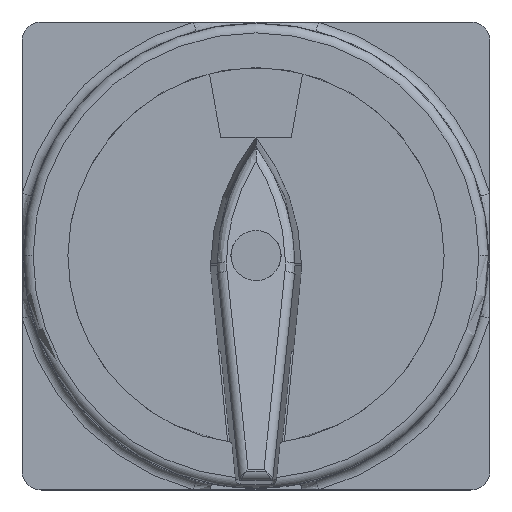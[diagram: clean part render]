
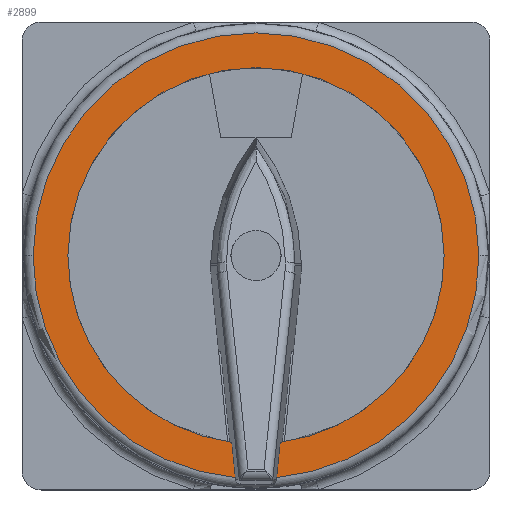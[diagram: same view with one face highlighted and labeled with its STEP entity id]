
A CAD part, top view. The second image highlights one B-rep face of the part: STEP entity #2899.
In plain terms, the highlighted planar face has unit normal (0, 0, 1).
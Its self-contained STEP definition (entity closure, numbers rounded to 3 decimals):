
#12 = DIRECTION ( 'NONE',  ( 0., 0., 1. ) ) ;
#371 = CARTESIAN_POINT ( 'NONE',  ( 4.75, 24.25, 21.1 ) ) ;
#495 = EDGE_CURVE ( 'NONE', #1236, #9846, #6500, .T. ) ;
#664 = CARTESIAN_POINT ( 'NONE',  ( 24.25, 24.25, 21.1 ) ) ;
#687 = CARTESIAN_POINT ( 'NONE',  ( 26.748, 4.911, 21.1 ) ) ;
#783 = CARTESIAN_POINT ( 'NONE',  ( 24.25, 24.25, 21.1 ) ) ;
#1236 = VERTEX_POINT ( 'NONE', #11098 ) ;
#1276 = EDGE_CURVE ( 'NONE', #9846, #2620, #12481, .T. ) ;
#1476 = VERTEX_POINT ( 'NONE', #14854 ) ;
#1544 = CARTESIAN_POINT ( 'NONE',  ( 47.35, 24.25, 21.1 ) ) ;
#1675 = CARTESIAN_POINT ( 'NONE',  ( 24.25, 24.25, 21.1 ) ) ;
#1727 = ORIENTED_EDGE ( 'NONE', *, *, #3503, .T. ) ;
#1729 = DIRECTION ( 'NONE',  ( 1., 0., 0. ) ) ;
#1806 = DIRECTION ( 'NONE',  ( 1., 0., 0. ) ) ;
#1914 = DIRECTION ( 'NONE',  ( 1., 0., 0. ) ) ;
#2122 = ORIENTED_EDGE ( 'NONE', *, *, #495, .T. ) ;
#2372 = EDGE_LOOP ( 'NONE', ( #8878, #2122, #3373, #1727, #6055, #10043, #5722, #10135 ) ) ;
#2620 = VERTEX_POINT ( 'NONE', #4703 ) ;
#2764 = CARTESIAN_POINT ( 'NONE',  ( 21.752, 4.911, 21.1 ) ) ;
#2899 = ADVANCED_FACE ( 'NONE', ( #6791 ), #7538, .T. ) ;
#3069 = DIRECTION ( 'NONE',  ( -0.098, -0.995, 0. ) ) ;
#3297 = EDGE_CURVE ( 'NONE', #10919, #1236, #3701, .T. ) ;
#3373 = ORIENTED_EDGE ( 'NONE', *, *, #1276, .T. ) ;
#3503 = EDGE_CURVE ( 'NONE', #2620, #11732, #4244, .T. ) ;
#3572 = DIRECTION ( 'NONE',  ( 0., 0., 1. ) ) ;
#3701 = LINE ( 'NONE', #8933, #12560 ) ;
#3744 = VERTEX_POINT ( 'NONE', #2764 ) ;
#4244 = CIRCLE ( 'NONE', #10350, 23.1 ) ;
#4643 = CARTESIAN_POINT ( 'NONE',  ( 24.25, 24.25, 21.1 ) ) ;
#4694 = CARTESIAN_POINT ( 'NONE',  ( 24.25, 24.25, 21.1 ) ) ;
#4703 = CARTESIAN_POINT ( 'NONE',  ( 1.15, 24.25, 21.1 ) ) ;
#4767 = AXIS2_PLACEMENT_3D ( 'NONE', #6954, #12, #8113 ) ;
#5301 = CIRCLE ( 'NONE', #7039, 19.5 ) ;
#5390 = AXIS2_PLACEMENT_3D ( 'NONE', #783, #8919, #1914 ) ;
#5621 = AXIS2_PLACEMENT_3D ( 'NONE', #664, #8795, #1806 ) ;
#5722 = ORIENTED_EDGE ( 'NONE', *, *, #11237, .F. ) ;
#5746 = LINE ( 'NONE', #7646, #14505 ) ;
#5804 = DIRECTION ( 'NONE',  ( 1., 0., 0. ) ) ;
#5846 = DIRECTION ( 'NONE',  ( 1., 0., 0. ) ) ;
#6055 = ORIENTED_EDGE ( 'NONE', *, *, #10026, .T. ) ;
#6263 = AXIS2_PLACEMENT_3D ( 'NONE', #1675, #8720, #1729 ) ;
#6500 = CIRCLE ( 'NONE', #9407, 23.1 ) ;
#6791 = FACE_OUTER_BOUND ( 'NONE', #2372, .T. ) ;
#6849 = DIRECTION ( 'NONE',  ( -0.098, 0.995, 0. ) ) ;
#6954 = CARTESIAN_POINT ( 'NONE',  ( 24.25, 24.25, 21.1 ) ) ;
#7039 = AXIS2_PLACEMENT_3D ( 'NONE', #4694, #12772, #5846 ) ;
#7538 = PLANE ( 'NONE',  #6263 ) ;
#7646 = CARTESIAN_POINT ( 'NONE',  ( 19.881, 23.818, 21.1 ) ) ;
#7858 = CARTESIAN_POINT ( 'NONE',  ( 22.114, 1.249, 21.1 ) ) ;
#8113 = DIRECTION ( 'NONE',  ( 1., 0., 0. ) ) ;
#8278 = VERTEX_POINT ( 'NONE', #371 ) ;
#8393 = EDGE_CURVE ( 'NONE', #8278, #3744, #14056, .T. ) ;
#8720 = DIRECTION ( 'NONE',  ( 0., 0., 1. ) ) ;
#8795 = DIRECTION ( 'NONE',  ( 0., 0., 1. ) ) ;
#8878 = ORIENTED_EDGE ( 'NONE', *, *, #3297, .T. ) ;
#8919 = DIRECTION ( 'NONE',  ( 0., 0., 1. ) ) ;
#8933 = CARTESIAN_POINT ( 'NONE',  ( 28.619, 23.818, 21.1 ) ) ;
#9145 = EDGE_CURVE ( 'NONE', #10919, #1476, #13501, .T. ) ;
#9407 = AXIS2_PLACEMENT_3D ( 'NONE', #10528, #3572, #11679 ) ;
#9846 = VERTEX_POINT ( 'NONE', #1544 ) ;
#10026 = EDGE_CURVE ( 'NONE', #11732, #3744, #5746, .T. ) ;
#10043 = ORIENTED_EDGE ( 'NONE', *, *, #8393, .F. ) ;
#10135 = ORIENTED_EDGE ( 'NONE', *, *, #9145, .F. ) ;
#10350 = AXIS2_PLACEMENT_3D ( 'NONE', #4643, #12728, #5804 ) ;
#10528 = CARTESIAN_POINT ( 'NONE',  ( 24.25, 24.25, 21.1 ) ) ;
#10919 = VERTEX_POINT ( 'NONE', #687 ) ;
#11098 = CARTESIAN_POINT ( 'NONE',  ( 26.386, 1.249, 21.1 ) ) ;
#11237 = EDGE_CURVE ( 'NONE', #1476, #8278, #5301, .T. ) ;
#11679 = DIRECTION ( 'NONE',  ( 1., 0., 0. ) ) ;
#11732 = VERTEX_POINT ( 'NONE', #7858 ) ;
#12481 = CIRCLE ( 'NONE', #5390, 23.1 ) ;
#12560 = VECTOR ( 'NONE', #3069, 1000. ) ;
#12728 = DIRECTION ( 'NONE',  ( 0., 0., 1. ) ) ;
#12772 = DIRECTION ( 'NONE',  ( 0., 0., 1. ) ) ;
#13501 = CIRCLE ( 'NONE', #4767, 19.5 ) ;
#14056 = CIRCLE ( 'NONE', #5621, 19.5 ) ;
#14505 = VECTOR ( 'NONE', #6849, 1000. ) ;
#14854 = CARTESIAN_POINT ( 'NONE',  ( 43.75, 24.25, 21.1 ) ) ;
